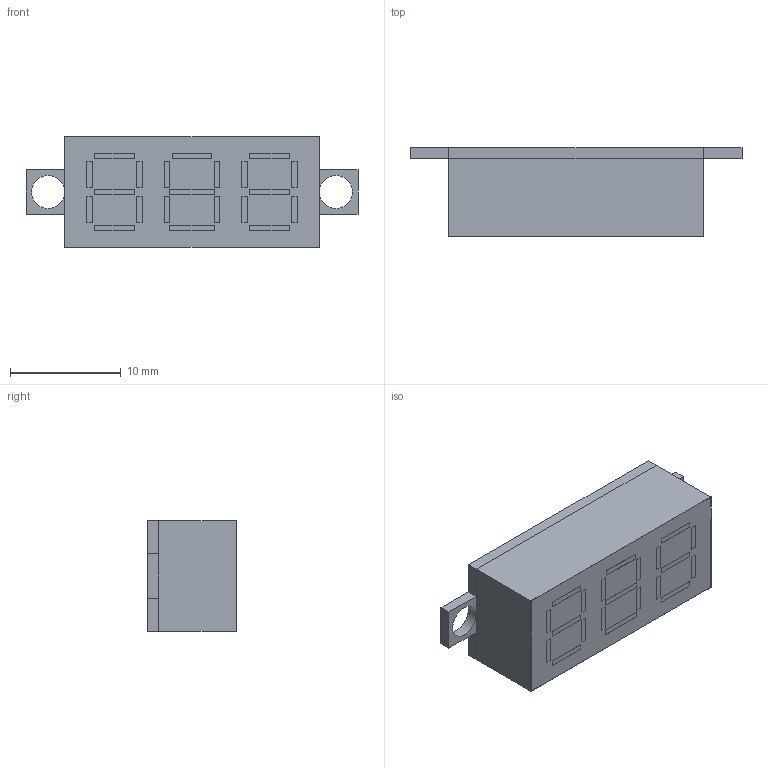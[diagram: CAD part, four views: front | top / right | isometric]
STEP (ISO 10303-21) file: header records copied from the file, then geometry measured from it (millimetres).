
FILE_DESCRIPTION(('FreeCAD Model'),'2;1');
FILE_NAME('7_Segment_23x10.step','2021-02-15T13:34:04',('Author'),(''), 'Open CASCADE STEP processor 7.3','FreeCAD','Unknown');
FILE_SCHEMA(('AUTOMOTIVE_DESIGN { 1 0 10303 214 1 1 1 1 }'));
Length unit declared in the file: millimetre
Products named in the file (1): 7_Segment_23x10
Bounding box: 30 x 8.01 x 10 mm (x, y, z)
Volume: 1855.9 mm3; surface area: 1909.3 mm2
Topology: 3 solids, 3 shells, 112 faces, 318 edges, 212 vertices
Faces by surface type: plane 110, cylinder 2
Full cylindrical faces by diameter (mm): 3 x2
Entity records: 8590 total; most frequent: CARTESIAN_POINT 1311, DIRECTION 1172, LINE 938, VECTOR 938, ORIENTED_EDGE 636, PCURVE 636, DEFINITIONAL_REPRESENTATION 636, EDGE_CURVE 318
